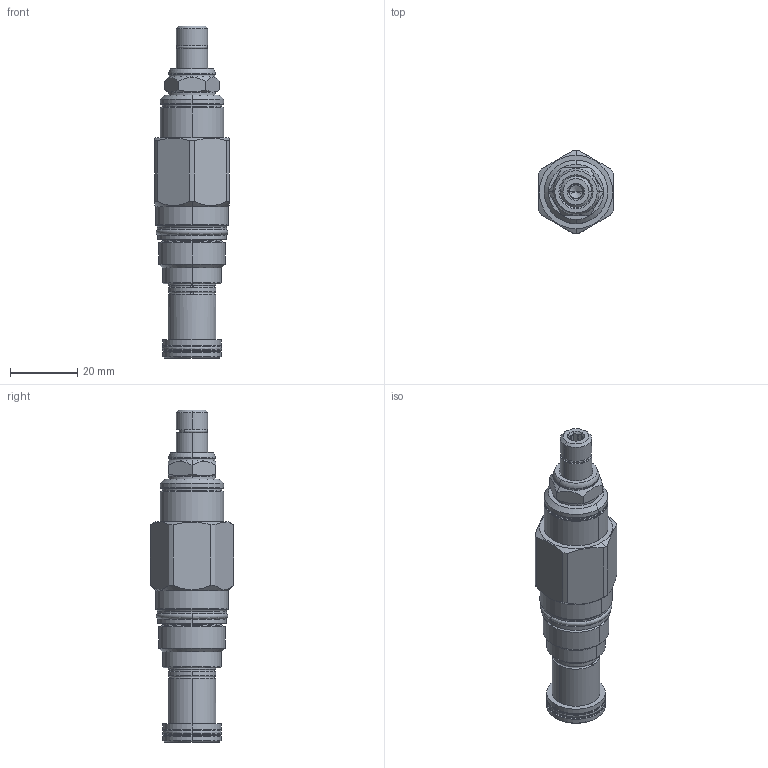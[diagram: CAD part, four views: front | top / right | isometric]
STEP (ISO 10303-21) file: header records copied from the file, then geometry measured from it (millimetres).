
FILE_DESCRIPTION((''),'2;1');
FILE_NAME('RDDA-LCN_PRT','2016-02-08T',('Administrator'),(''),'PRO/ENGINEER BY PARAMETRIC TECHNOLOGY CORPORATION, 2006240','PRO/ENGINEER BY PARAMETRIC TECHNOLOGY CORPORATION, 2006240','');
FILE_SCHEMA(('CONFIG_CONTROL_DESIGN'));
Length unit declared in the file: inch
Products named in the file (1): RDDA-LCN_PRT
Bounding box: 22.23 x 24.84 x 98.93 mm (x, y, z)
Volume: 24873.4 mm3; surface area: 7725 mm2
Topology: 2 solids, 2 shells, 203 faces, 470 edges, 283 vertices
Faces by surface type: cylinder 65, plane 53, cone 46, torus 31, revolution 8
Entity records: 6702 total; most frequent: CARTESIAN_POINT 1996, DIRECTION 1050, ORIENTED_EDGE 928, EDGE_CURVE 464, AXIS2_PLACEMENT_3D 443, VERTEX_POINT 283, CIRCLE 248, EDGE_LOOP 223
